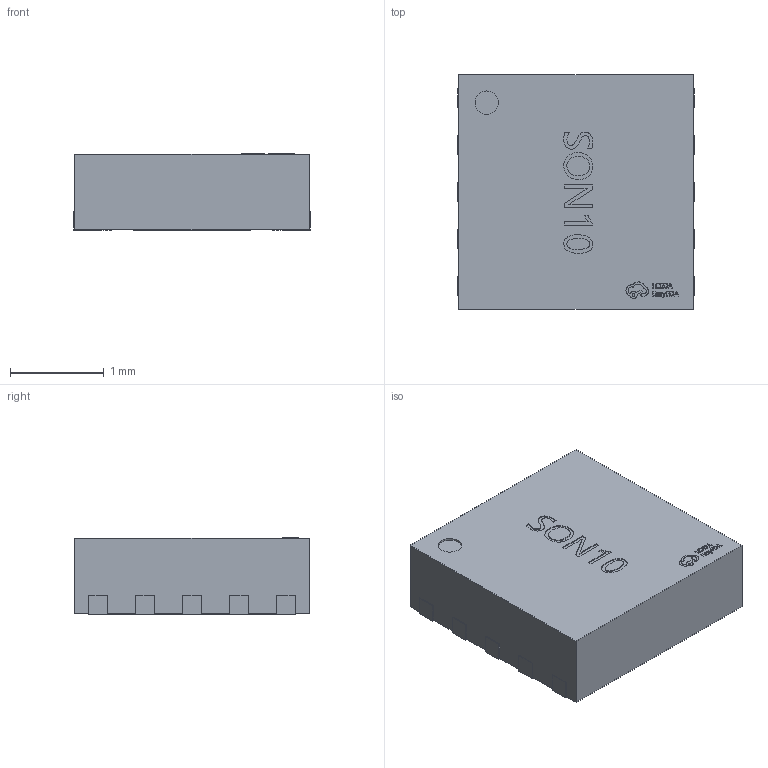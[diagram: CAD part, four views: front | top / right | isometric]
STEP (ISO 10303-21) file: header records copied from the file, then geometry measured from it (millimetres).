
FILE_DESCRIPTION (( 'STEP AP214' ), '1' );
FILE_NAME ('SON-10_L2.5-W2.5-H0.8-P0.50.step', '2022-07-26T09:23:42', ( '' ), ( '' ), 'SwSTEP 2.0', 'SolidWorks 2020', '' );
FILE_SCHEMA (( 'AUTOMOTIVE_DESIGN' ));
Length unit declared in the file: millimetre
Products named in the file (1): SON-10_L2.5-W2.5-H0.8-P0.50
Bounding box: 2.52 x 2.5 x 0.81 mm (x, y, z)
Volume: 5 mm3; surface area: 21 mm2
Topology: 14 solids, 14 shells, 430 faces, 1158 edges, 772 vertices
Faces by surface type: plane 267, bspline 146, cylinder 17
Entity records: 20530 total; most frequent: CARTESIAN_POINT 6603, ORIENTED_EDGE 2316, DIRECTION 1466, EDGE_CURVE 1158, VECTOR 828, LINE 828, VERTEX_POINT 772, EDGE_LOOP 458
